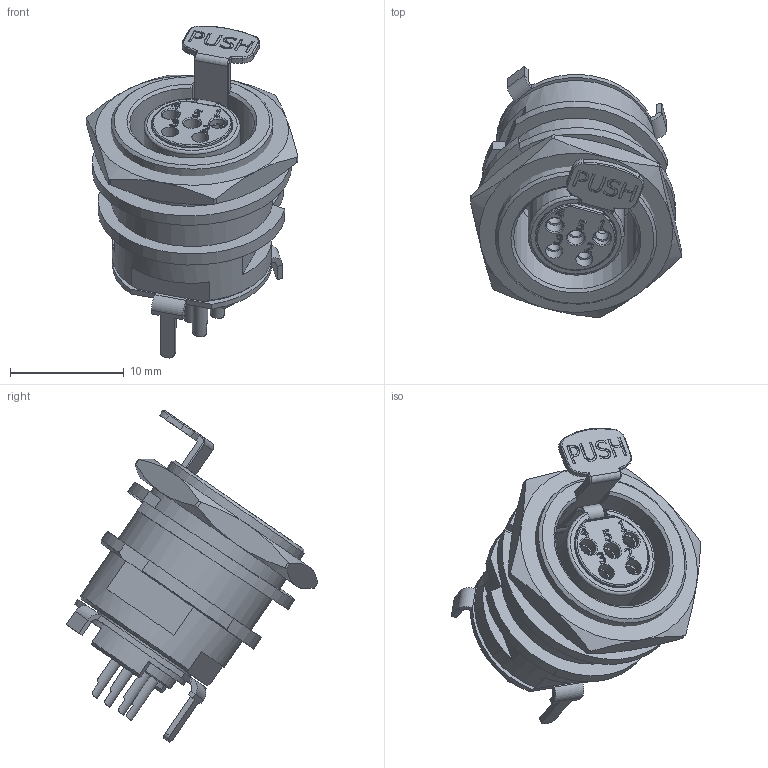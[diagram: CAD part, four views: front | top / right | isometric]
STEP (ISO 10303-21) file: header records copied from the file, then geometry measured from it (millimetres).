
FILE_DESCRIPTION(/* description */ (''),/* implementation_level */ '2;1');
FILE_NAME(/* name */ 'AG5FCE.stp',/* time_stamp */ '2020-06-04T18:21:39+10:00',/* author */ ('minh'),/* organization */ (''),/* preprocessor_version */ 'ST-DEVELOPER v16.1',/* originating_system */ 'Autodesk Inventor 2016',/* authorisation */ '');
FILE_SCHEMA (('AUTOMOTIVE_DESIGN { 1 0 10303 214 3 1 1 }'));
Length unit declared in the file: inch
Products named in the file (1): AG5FCE_Shrinkwrap_1
Bounding box: 18.61 x 22.13 x 29.19 mm (x, y, z)
Surface area: 3983.9 mm2 (no closed solid volume)
Topology: 0 solids, 25 shells, 267 faces, 1384 edges, 1132 vertices
Faces by surface type: plane 127, cylinder 89, cone 27, torus 17, bspline 7
Full cylindrical faces by diameter (mm): 1.5 x9, 7.9 x1, 8.45 x1, 8.55 x1, 9.9 x1, 14 x1, 14.2 x1
Entity records: 14982 total; most frequent: CARTESIAN_POINT 4629, DIRECTION 1907, ORIENTED_EDGE 1847, EDGE_CURVE 1341, VERTEX_POINT 1109, LINE 717, VECTOR 717, AXIS2_PLACEMENT_3D 595
